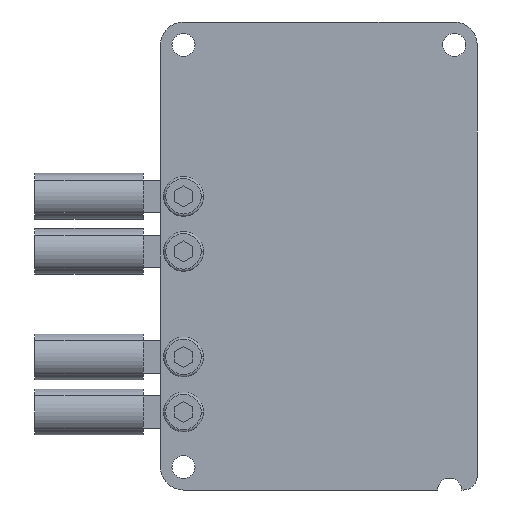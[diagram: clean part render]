
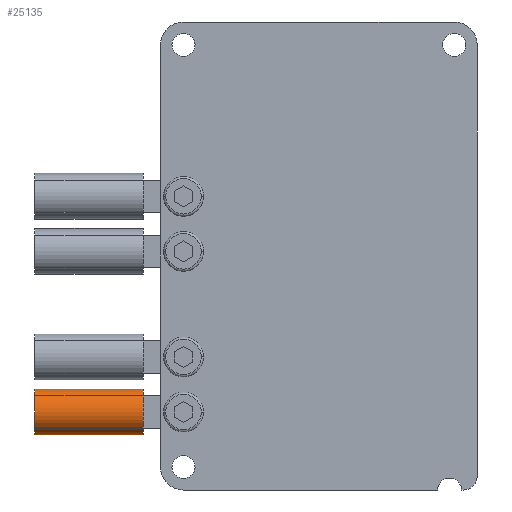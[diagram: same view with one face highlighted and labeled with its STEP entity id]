
A CAD part, front view. The second image highlights one B-rep face of the part: STEP entity #25135.
In plain terms, the highlighted cylindrical face has radius 3.175 mm (diameter 6.35 mm), a partial arc.
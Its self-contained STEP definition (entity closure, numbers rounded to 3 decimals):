
#1094 = LINE ( 'NONE', #6016, #5216 ) ;
#1316 = ORIENTED_EDGE ( 'NONE', *, *, #1756, .F. ) ;
#1416 = DIRECTION ( 'NONE',  ( 1., 0., 0. ) ) ;
#1756 = EDGE_CURVE ( 'NONE', #29213, #30404, #1094, .T. ) ;
#3553 = ORIENTED_EDGE ( 'NONE', *, *, #31589, .F. ) ;
#3777 = AXIS2_PLACEMENT_3D ( 'NONE', #21604, #7023, #24178 ) ;
#3848 = CARTESIAN_POINT ( 'NONE',  ( 5.57, 2.24, -3.175 ) ) ;
#4192 = CARTESIAN_POINT ( 'NONE',  ( 5.57, 2.24, 3.175 ) ) ;
#5216 = VECTOR ( 'NONE', #8754, 1000. ) ;
#5579 = DIRECTION ( 'NONE',  ( 1., 0., 0. ) ) ;
#6016 = CARTESIAN_POINT ( 'NONE',  ( 5.57, 2.24, 3.175 ) ) ;
#6085 = LINE ( 'NONE', #3848, #18064 ) ;
#6562 = CARTESIAN_POINT ( 'NONE',  ( 5.57, 2.24, 0. ) ) ;
#7023 = DIRECTION ( 'NONE',  ( 1., 0., 0. ) ) ;
#8754 = DIRECTION ( 'NONE',  ( 1., 0., 0. ) ) ;
#8907 = DIRECTION ( 'NONE',  ( 0., 0., -1. ) ) ;
#9137 = ORIENTED_EDGE ( 'NONE', *, *, #24250, .T. ) ;
#12947 = CYLINDRICAL_SURFACE ( 'NONE', #14331, 3.175 ) ;
#14331 = AXIS2_PLACEMENT_3D ( 'NONE', #20010, #5579, #15078 ) ;
#15078 = DIRECTION ( 'NONE',  ( 0., 0., -1. ) ) ;
#16370 = EDGE_LOOP ( 'NONE', ( #1316, #9137, #27542, #3553 ) ) ;
#16763 = FACE_OUTER_BOUND ( 'NONE', #16370, .T. ) ;
#17226 = CIRCLE ( 'NONE', #20286, 3.175 ) ;
#18064 = VECTOR ( 'NONE', #1416, 1000. ) ;
#19638 = CARTESIAN_POINT ( 'NONE',  ( 20.57, 2.24, -3.175 ) ) ;
#20010 = CARTESIAN_POINT ( 'NONE',  ( 5.57, 2.24, 0. ) ) ;
#20286 = AXIS2_PLACEMENT_3D ( 'NONE', #6562, #23674, #8907 ) ;
#20779 = CARTESIAN_POINT ( 'NONE',  ( 5.57, 2.24, -3.175 ) ) ;
#21604 = CARTESIAN_POINT ( 'NONE',  ( 20.57, 2.24, 0. ) ) ;
#23674 = DIRECTION ( 'NONE',  ( 1., 0., 0. ) ) ;
#24178 = DIRECTION ( 'NONE',  ( 0., 0., -1. ) ) ;
#24250 = EDGE_CURVE ( 'NONE', #29213, #25642, #17226, .T. ) ;
#25135 = ADVANCED_FACE ( 'NONE', ( #16763 ), #12947, .T. ) ;
#25642 = VERTEX_POINT ( 'NONE', #20779 ) ;
#26622 = CARTESIAN_POINT ( 'NONE',  ( 20.57, 2.24, 3.175 ) ) ;
#26738 = EDGE_CURVE ( 'NONE', #25642, #31276, #6085, .T. ) ;
#27542 = ORIENTED_EDGE ( 'NONE', *, *, #26738, .T. ) ;
#29213 = VERTEX_POINT ( 'NONE', #4192 ) ;
#29786 = CIRCLE ( 'NONE', #3777, 3.175 ) ;
#30404 = VERTEX_POINT ( 'NONE', #26622 ) ;
#31276 = VERTEX_POINT ( 'NONE', #19638 ) ;
#31589 = EDGE_CURVE ( 'NONE', #30404, #31276, #29786, .T. ) ;
